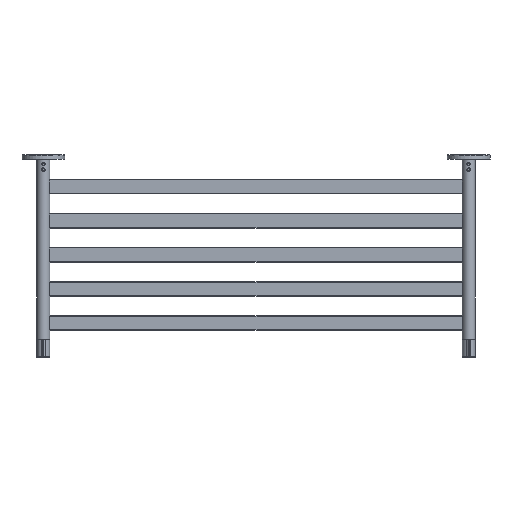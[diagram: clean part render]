
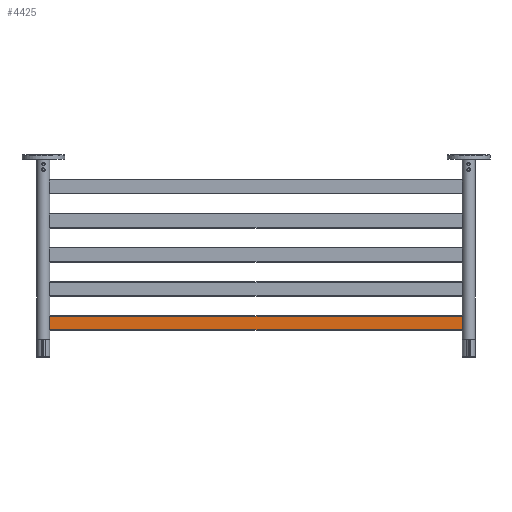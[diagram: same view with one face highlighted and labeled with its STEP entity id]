
A CAD part, top view. The second image highlights one B-rep face of the part: STEP entity #4425.
In plain terms, the highlighted planar face has unit normal (0, 0, 1).
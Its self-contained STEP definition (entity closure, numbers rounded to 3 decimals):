
#117=LINE('',#14822,#309);
#118=LINE('',#14825,#310);
#119=LINE('',#14827,#311);
#120=LINE('',#14829,#312);
#309=VECTOR('',#7336,1000.);
#310=VECTOR('',#7337,1000.);
#311=VECTOR('',#7338,1000.);
#312=VECTOR('',#7339,1000.);
#1096=ORIENTED_EDGE('',*,*,#2303,.T.);
#1097=ORIENTED_EDGE('',*,*,#2304,.T.);
#1098=ORIENTED_EDGE('',*,*,#2305,.T.);
#1099=ORIENTED_EDGE('',*,*,#2306,.T.);
#2303=EDGE_CURVE('',#2925,#2926,#117,.F.);
#2304=EDGE_CURVE('',#2926,#2927,#118,.T.);
#2305=EDGE_CURVE('',#2927,#2928,#119,.F.);
#2306=EDGE_CURVE('',#2928,#2925,#120,.F.);
#2925=VERTEX_POINT('',#14823);
#2926=VERTEX_POINT('',#14824);
#2927=VERTEX_POINT('',#14826);
#2928=VERTEX_POINT('',#14828);
#3552=EDGE_LOOP('',(#1096,#1097,#1098,#1099));
#3948=FACE_BOUND('',#3552,.T.);
#4285=PLANE('',#6716);
#4425=ADVANCED_FACE('',(#3948),#4285,.T.);
#6716=AXIS2_PLACEMENT_3D('',#14821,#7334,#7335);
#7334=DIRECTION('',(0.,0.,1.));
#7335=DIRECTION('',(0.,-1.,0.));
#7336=DIRECTION('',(-1.,0.,0.));
#7337=DIRECTION('',(0.,1.,0.));
#7338=DIRECTION('',(1.,0.,0.));
#7339=DIRECTION('',(0.,1.,0.));
#14821=CARTESIAN_POINT('',(-300.,-221.,1.5));
#14822=CARTESIAN_POINT('',(-300.,-240.8,1.5));
#14823=CARTESIAN_POINT('',(-590.713,-240.8,1.5));
#14824=CARTESIAN_POINT('',(-9.287,-240.8,1.5));
#14825=CARTESIAN_POINT('',(-9.287,-221.2,1.5));
#14826=CARTESIAN_POINT('',(-9.287,-221.2,1.5));
#14827=CARTESIAN_POINT('',(-300.,-221.2,1.5));
#14828=CARTESIAN_POINT('',(-590.713,-221.2,1.5));
#14829=CARTESIAN_POINT('',(-590.713,-240.8,1.5));
